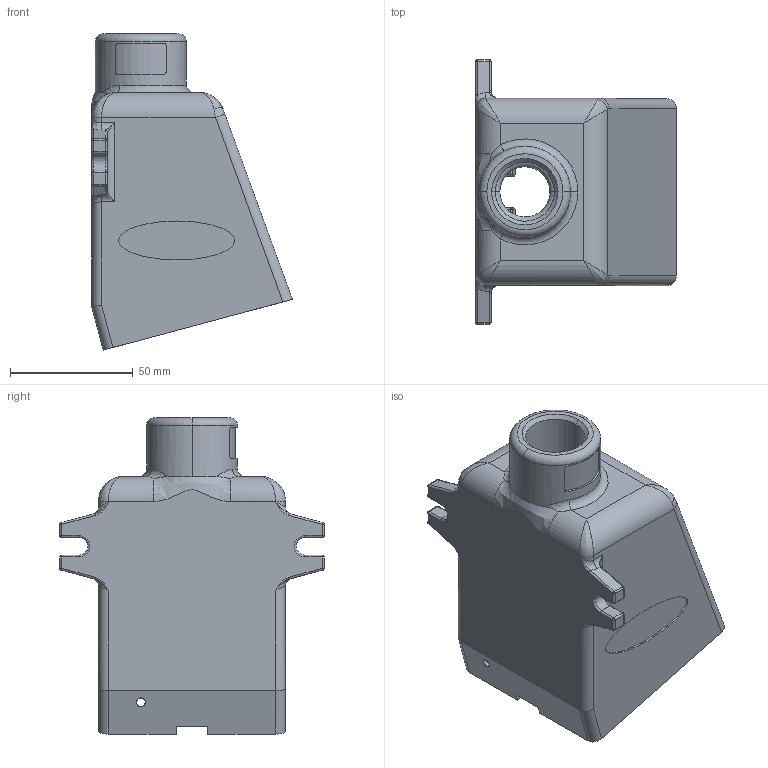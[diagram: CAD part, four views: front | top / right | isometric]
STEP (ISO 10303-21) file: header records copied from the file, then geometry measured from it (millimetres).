
FILE_DESCRIPTION (( 'STEP AP203' ), '1' );
FILE_NAME ('DM20301.step', '2022-09-08T14:32:49', ( '' ), ( '' ), 'SwSTEP 2.0', 'SolidWorks 2021', '' );
FILE_SCHEMA (( 'CONFIG_CONTROL_DESIGN' ));
Length unit declared in the file: millimetre
Products named in the file (1): DM20301
Bounding box: 81.79 x 107.7 x 128.78 mm (x, y, z)
Volume: 156876.4 mm3; surface area: 64122.4 mm2
Topology: 1 solids, 1 shells, 329 faces, 806 edges, 449 vertices
Faces by surface type: cylinder 155, plane 68, bspline 44, torus 42, sphere 18, cone 2
Entity records: 12778 total; most frequent: CARTESIAN_POINT 5418, ORIENTED_EDGE 1544, DIRECTION 1540, EDGE_CURVE 772, AXIS2_PLACEMENT_3D 605, VERTEX_POINT 449, EDGE_LOOP 343, LINE 330
